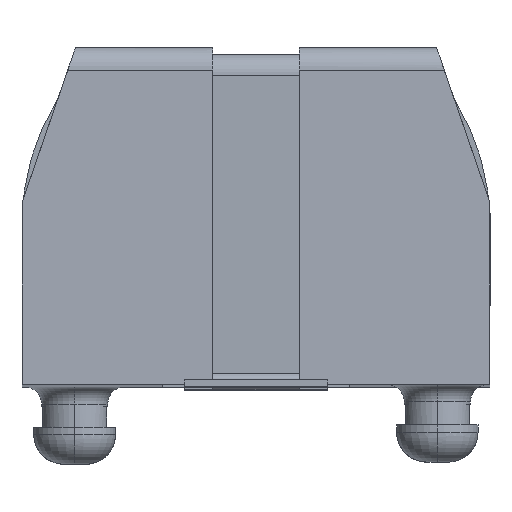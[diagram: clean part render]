
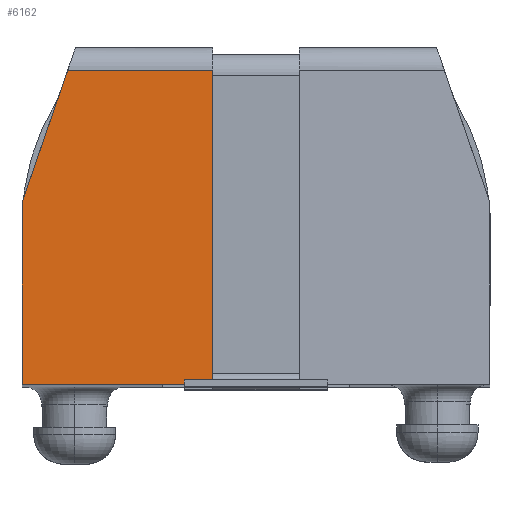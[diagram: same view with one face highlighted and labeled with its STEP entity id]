
A CAD part, top view. The second image highlights one B-rep face of the part: STEP entity #6162.
In plain terms, the highlighted planar face has unit normal (0, 0.018, 1).
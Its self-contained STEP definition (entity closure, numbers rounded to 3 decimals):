
#337 = VERTEX_POINT ( 'NONE', #3527 ) ;
#389 = VECTOR ( 'NONE', #1553, 1000. ) ;
#390 = VERTEX_POINT ( 'NONE', #3687 ) ;
#404 = CARTESIAN_POINT ( 'NONE',  ( -10.325, 8.001, 38.387 ) ) ;
#422 = LINE ( 'NONE', #2735, #389 ) ;
#566 = DIRECTION ( 'NONE',  ( -1., 0., 0. ) ) ;
#691 = VECTOR ( 'NONE', #1697, 1000. ) ;
#736 = LINE ( 'NONE', #991, #691 ) ;
#852 = VERTEX_POINT ( 'NONE', #5174 ) ;
#902 = DIRECTION ( 'NONE',  ( 0., -1., 0.017 ) ) ;
#969 = VERTEX_POINT ( 'NONE', #404 ) ;
#991 = CARTESIAN_POINT ( 'NONE',  ( 114.338, 13.861, 38.285 ) ) ;
#1040 = VERTEX_POINT ( 'NONE', #1763 ) ;
#1126 = VECTOR ( 'NONE', #2118, 1000. ) ;
#1193 = LINE ( 'NONE', #6036, #1126 ) ;
#1199 = CARTESIAN_POINT ( 'NONE',  ( 114.338, 0.185, 38.524 ) ) ;
#1201 = DIRECTION ( 'NONE',  ( 1., 0., 0. ) ) ;
#1492 = ORIENTED_EDGE ( 'NONE', *, *, #2601, .T. ) ;
#1553 = DIRECTION ( 'NONE',  ( -0.326, -0.945, 0.017 ) ) ;
#1604 = ORIENTED_EDGE ( 'NONE', *, *, #3888, .T. ) ;
#1697 = DIRECTION ( 'NONE',  ( -1., 0., 0. ) ) ;
#1759 = EDGE_CURVE ( 'NONE', #337, #5972, #5576, .T. ) ;
#1763 = CARTESIAN_POINT ( 'NONE',  ( -10.325, 0., 38.527 ) ) ;
#1799 = LINE ( 'NONE', #1199, #1814 ) ;
#1814 = VECTOR ( 'NONE', #566, 1000. ) ;
#1917 = CARTESIAN_POINT ( 'NONE',  ( -3.175, 0., 38.527 ) ) ;
#2028 = DIRECTION ( 'NONE',  ( 0., -1., 0.017 ) ) ;
#2052 = DIRECTION ( 'NONE',  ( 0., 0.017, 1. ) ) ;
#2072 = PLANE ( 'NONE',  #5312 ) ;
#2118 = DIRECTION ( 'NONE',  ( 0., -1., 0.017 ) ) ;
#2156 = CARTESIAN_POINT ( 'NONE',  ( 114.338, 0., 38.527 ) ) ;
#2546 = VERTEX_POINT ( 'NONE', #5964 ) ;
#2601 = EDGE_CURVE ( 'NONE', #390, #852, #3547, .T. ) ;
#2735 = CARTESIAN_POINT ( 'NONE',  ( -8.307, 13.861, 38.285 ) ) ;
#2777 = EDGE_CURVE ( 'NONE', #1040, #5972, #3018, .T. ) ;
#3018 = LINE ( 'NONE', #4106, #3054 ) ;
#3054 = VECTOR ( 'NONE', #1201, 1000. ) ;
#3449 = DIRECTION ( 'NONE',  ( 0., 1., -0.017 ) ) ;
#3457 = EDGE_CURVE ( 'NONE', #390, #337, #1799, .T. ) ;
#3527 = CARTESIAN_POINT ( 'NONE',  ( -3.175, 0.185, 38.524 ) ) ;
#3529 = VECTOR ( 'NONE', #3449, 1000. ) ;
#3547 = LINE ( 'NONE', #6144, #3529 ) ;
#3687 = CARTESIAN_POINT ( 'NONE',  ( -1.905, 0.185, 38.524 ) ) ;
#3873 = ORIENTED_EDGE ( 'NONE', *, *, #2777, .T. ) ;
#3888 = EDGE_CURVE ( 'NONE', #969, #1040, #1193, .T. ) ;
#4106 = CARTESIAN_POINT ( 'NONE',  ( 0., 0., 38.527 ) ) ;
#4136 = EDGE_CURVE ( 'NONE', #852, #2546, #736, .T. ) ;
#4154 = FACE_OUTER_BOUND ( 'NONE', #5349, .T. ) ;
#4241 = CARTESIAN_POINT ( 'NONE',  ( -3.175, 0., 38.527 ) ) ;
#4390 = EDGE_CURVE ( 'NONE', #2546, #969, #422, .T. ) ;
#5174 = CARTESIAN_POINT ( 'NONE',  ( -1.905, 13.861, 38.285 ) ) ;
#5312 = AXIS2_PLACEMENT_3D ( 'NONE', #2156, #2052, #2028 ) ;
#5349 = EDGE_LOOP ( 'NONE', ( #5423, #5396, #1492, #6098, #6007, #1604, #3873 ) ) ;
#5396 = ORIENTED_EDGE ( 'NONE', *, *, #3457, .F. ) ;
#5423 = ORIENTED_EDGE ( 'NONE', *, *, #1759, .F. ) ;
#5552 = VECTOR ( 'NONE', #902, 1000. ) ;
#5576 = LINE ( 'NONE', #1917, #5552 ) ;
#5964 = CARTESIAN_POINT ( 'NONE',  ( -8.307, 13.861, 38.285 ) ) ;
#5972 = VERTEX_POINT ( 'NONE', #4241 ) ;
#6007 = ORIENTED_EDGE ( 'NONE', *, *, #4390, .T. ) ;
#6036 = CARTESIAN_POINT ( 'NONE',  ( -10.325, 8.001, 38.387 ) ) ;
#6098 = ORIENTED_EDGE ( 'NONE', *, *, #4136, .T. ) ;
#6144 = CARTESIAN_POINT ( 'NONE',  ( -1.905, 0., 38.527 ) ) ;
#6162 = ADVANCED_FACE ( 'NONE', ( #4154 ), #2072, .T. ) ;
